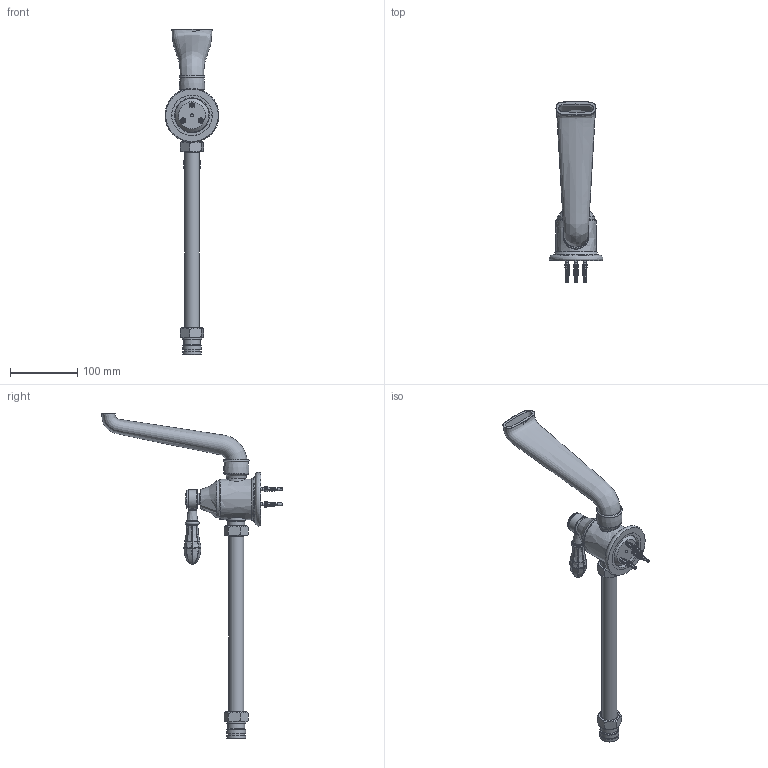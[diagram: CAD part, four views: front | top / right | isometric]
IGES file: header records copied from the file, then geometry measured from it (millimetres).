
Global section: file name: V228-TGBA; native system: Autodesk Inventor 2018; preprocessor: unknown; author: aduggalther; date: 20190708.094847; units: millimetre
Bounding box: 79.96 x 269.07 x 482.4 mm (x, y, z)
Volume: 393927.5 mm3; surface area: 209251.4 mm2
Topology: 41 solids, 41 shells, 1751 faces, 5034 edges, 3379 vertices
Faces by surface type: bspline 1751
